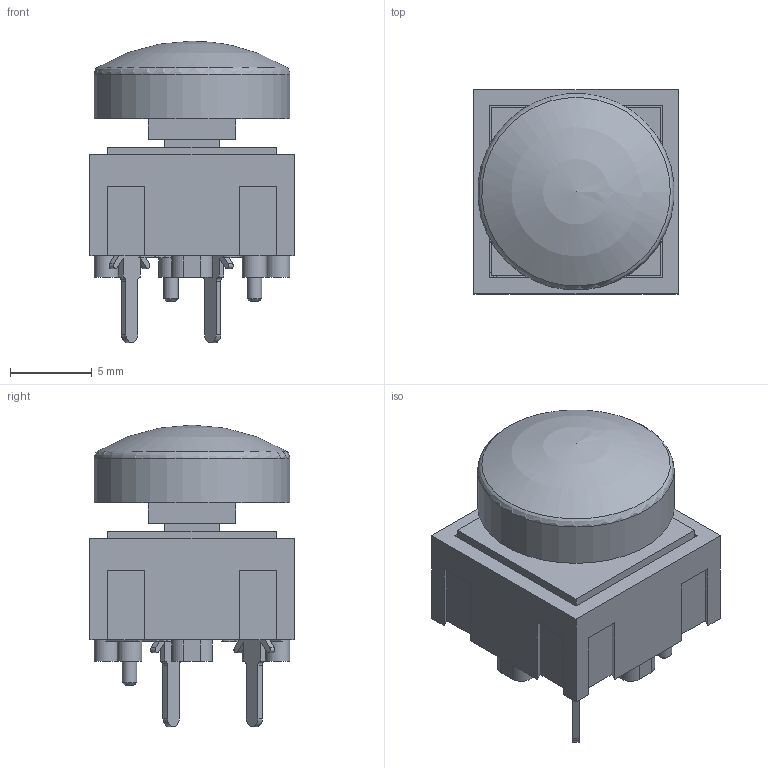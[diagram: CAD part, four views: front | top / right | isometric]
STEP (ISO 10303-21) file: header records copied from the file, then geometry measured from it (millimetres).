
FILE_DESCRIPTION((''),'2;1');
FILE_NAME('320.02E11.08xxx.stp','2017-07-26T10:19:27',('mroman'),(''),'Autodesk Inventor 2012','Autodesk Inventor 2012','');
FILE_SCHEMA(('CONFIG_CONTROL_DESIGN'));
Length unit declared in the file: inch
Products named in the file (1): Part88
Bounding box: 12.45 x 12.45 x 18.4 mm (x, y, z)
Volume: 976.3 mm3; surface area: 2051.2 mm2
Topology: 2 solids, 2 shells, 372 faces, 1020 edges, 675 vertices
Faces by surface type: plane 286, cylinder 47, bspline 27, sphere 5, torus 5, cone 2
Full cylindrical faces by diameter (mm): 0.9 x2, 1.5 x3, 12 x1
Entity records: 12148 total; most frequent: CARTESIAN_POINT 2457, ORIENTED_EDGE 2016, DIRECTION 1745, EDGE_CURVE 1008, VECTOR 839, LINE 839, VERTEX_POINT 673, AXIS2_PLACEMENT_3D 453
